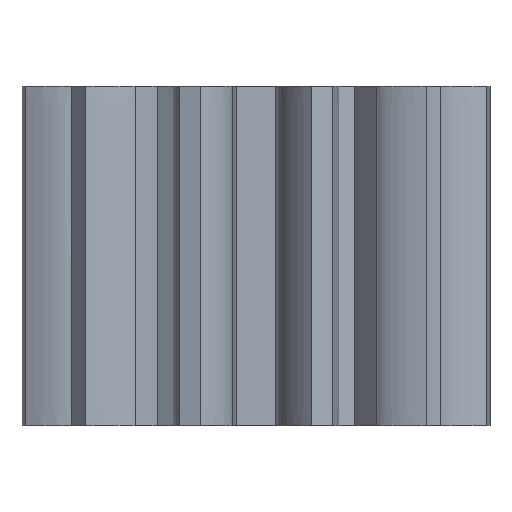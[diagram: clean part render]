
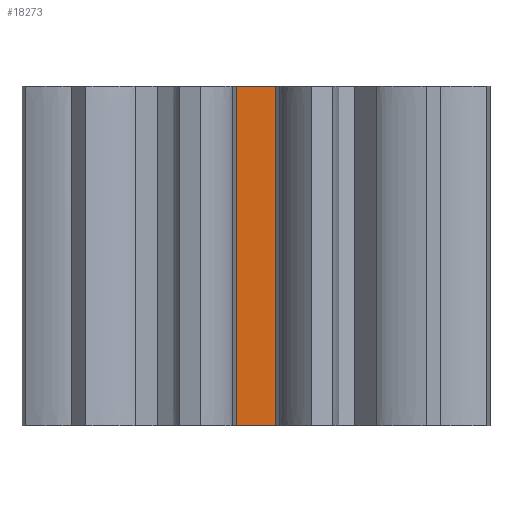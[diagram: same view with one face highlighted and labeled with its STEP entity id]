
A CAD part, left-side view. The second image highlights one B-rep face of the part: STEP entity #18273.
In plain terms, the highlighted face is a extrusion surface.
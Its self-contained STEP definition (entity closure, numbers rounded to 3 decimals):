
#93 = PLANE('',#94);
#94 = AXIS2_PLACEMENT_3D('',#95,#96,#97);
#95 = CARTESIAN_POINT('',(0.,0.,9.375)
  );
#96 = DIRECTION('',(0.,0.,1.));
#97 = DIRECTION('',(1.,0.,0.));
#168 = PLANE('',#169);
#169 = AXIS2_PLACEMENT_3D('',#170,#171,#172);
#170 = CARTESIAN_POINT('',(0.,0.,0.));
#171 = DIRECTION('',(0.,0.,1.));
#172 = DIRECTION('',(1.,0.,0.));
#1899 = VERTEX_POINT('',#1900);
#1900 = CARTESIAN_POINT('',(-4.215,0.542,0.));
#1912 = SURFACE_OF_LINEAR_EXTRUSION('',#1913,#1916);
#1913 = B_SPLINE_CURVE_WITH_KNOTS('',1,(#1914,#1915),.UNSPECIFIED.,.F.,
  .F.,(2,2),(0.,0.918),.PIECEWISE_BEZIER_KNOTS.);
#1914 = CARTESIAN_POINT('',(-5.126,0.659,0.));
#1915 = CARTESIAN_POINT('',(-4.215,0.542,0.));
#1916 = VECTOR('',#1917,1.);
#1917 = DIRECTION('',(-0.,-0.,-1.));
#1925 = EDGE_CURVE('',#1899,#1926,#1928,.T.);
#1926 = VERTEX_POINT('',#1927);
#1927 = CARTESIAN_POINT('',(-4.215,-0.542,0.));
#1928 = SURFACE_CURVE('',#1929,(#1932,#1938),.PCURVE_S1.);
#1929 = B_SPLINE_CURVE_WITH_KNOTS('',1,(#1930,#1931),.UNSPECIFIED.,.F.,
  .F.,(2,2),(0.,1.084),.PIECEWISE_BEZIER_KNOTS.);
#1930 = CARTESIAN_POINT('',(-4.215,0.542,0.));
#1931 = CARTESIAN_POINT('',(-4.215,-0.542,0.));
#1932 = PCURVE('',#168,#1933);
#1933 = DEFINITIONAL_REPRESENTATION('',(#1934),#1937);
#1934 = B_SPLINE_CURVE_WITH_KNOTS('',1,(#1935,#1936),.UNSPECIFIED.,.F.,
  .F.,(2,2),(0.,1.084),.PIECEWISE_BEZIER_KNOTS.);
#1935 = CARTESIAN_POINT('',(-4.215,0.542));
#1936 = CARTESIAN_POINT('',(-4.215,-0.542));
#1937 = ( GEOMETRIC_REPRESENTATION_CONTEXT(2) 
PARAMETRIC_REPRESENTATION_CONTEXT() REPRESENTATION_CONTEXT('2D SPACE',''
  ) );
#1938 = PCURVE('',#1939,#1945);
#1939 = SURFACE_OF_LINEAR_EXTRUSION('',#1940,#1943);
#1940 = B_SPLINE_CURVE_WITH_KNOTS('',1,(#1941,#1942),.UNSPECIFIED.,.F.,
  .F.,(2,2),(0.,1.084),.PIECEWISE_BEZIER_KNOTS.);
#1941 = CARTESIAN_POINT('',(-4.215,0.542,0.));
#1942 = CARTESIAN_POINT('',(-4.215,-0.542,0.));
#1943 = VECTOR('',#1944,1.);
#1944 = DIRECTION('',(-0.,-0.,-1.));
#1945 = DEFINITIONAL_REPRESENTATION('',(#1946),#1950);
#1946 = LINE('',#1947,#1948);
#1947 = CARTESIAN_POINT('',(0.,0.));
#1948 = VECTOR('',#1949,1.);
#1949 = DIRECTION('',(1.,0.));
#1950 = ( GEOMETRIC_REPRESENTATION_CONTEXT(2) 
PARAMETRIC_REPRESENTATION_CONTEXT() REPRESENTATION_CONTEXT('2D SPACE',''
  ) );
#1966 = SURFACE_OF_LINEAR_EXTRUSION('',#1967,#1970);
#1967 = B_SPLINE_CURVE_WITH_KNOTS('',1,(#1968,#1969),.UNSPECIFIED.,.F.,
  .F.,(2,2),(0.,0.918),.PIECEWISE_BEZIER_KNOTS.);
#1968 = CARTESIAN_POINT('',(-4.215,-0.542,0.));
#1969 = CARTESIAN_POINT('',(-5.126,-0.659,0.));
#1970 = VECTOR('',#1971,1.);
#1971 = DIRECTION('',(-0.,-0.,-1.));
#4455 = VERTEX_POINT('',#4456);
#4456 = CARTESIAN_POINT('',(-4.215,0.542,9.375));
#4475 = EDGE_CURVE('',#4455,#4476,#4478,.T.);
#4476 = VERTEX_POINT('',#4477);
#4477 = CARTESIAN_POINT('',(-4.215,-0.542,9.375));
#4478 = SURFACE_CURVE('',#4479,(#4482,#4488),.PCURVE_S1.);
#4479 = B_SPLINE_CURVE_WITH_KNOTS('',1,(#4480,#4481),.UNSPECIFIED.,.F.,
  .F.,(2,2),(0.,1.084),.PIECEWISE_BEZIER_KNOTS.);
#4480 = CARTESIAN_POINT('',(-4.215,0.542,9.375));
#4481 = CARTESIAN_POINT('',(-4.215,-0.542,9.375));
#4482 = PCURVE('',#93,#4483);
#4483 = DEFINITIONAL_REPRESENTATION('',(#4484),#4487);
#4484 = B_SPLINE_CURVE_WITH_KNOTS('',1,(#4485,#4486),.UNSPECIFIED.,.F.,
  .F.,(2,2),(0.,1.084),.PIECEWISE_BEZIER_KNOTS.);
#4485 = CARTESIAN_POINT('',(-4.215,0.542));
#4486 = CARTESIAN_POINT('',(-4.215,-0.542));
#4487 = ( GEOMETRIC_REPRESENTATION_CONTEXT(2) 
PARAMETRIC_REPRESENTATION_CONTEXT() REPRESENTATION_CONTEXT('2D SPACE',''
  ) );
#4488 = PCURVE('',#1939,#4489);
#4489 = DEFINITIONAL_REPRESENTATION('',(#4490),#4494);
#4490 = LINE('',#4491,#4492);
#4491 = CARTESIAN_POINT('',(0.,-9.375));
#4492 = VECTOR('',#4493,1.);
#4493 = DIRECTION('',(1.,0.));
#4494 = ( GEOMETRIC_REPRESENTATION_CONTEXT(2) 
PARAMETRIC_REPRESENTATION_CONTEXT() REPRESENTATION_CONTEXT('2D SPACE',''
  ) );
#18223 = EDGE_CURVE('',#1926,#4476,#18224,.T.);
#18224 = SURFACE_CURVE('',#18225,(#18229,#18236),.PCURVE_S1.);
#18225 = LINE('',#18226,#18227);
#18226 = CARTESIAN_POINT('',(-4.215,-0.542,0.));
#18227 = VECTOR('',#18228,1.);
#18228 = DIRECTION('',(0.,0.,1.));
#18229 = PCURVE('',#1966,#18230);
#18230 = DEFINITIONAL_REPRESENTATION('',(#18231),#18235);
#18231 = LINE('',#18232,#18233);
#18232 = CARTESIAN_POINT('',(0.,0.));
#18233 = VECTOR('',#18234,1.);
#18234 = DIRECTION('',(0.,-1.));
#18235 = ( GEOMETRIC_REPRESENTATION_CONTEXT(2) 
PARAMETRIC_REPRESENTATION_CONTEXT() REPRESENTATION_CONTEXT('2D SPACE',''
  ) );
#18236 = PCURVE('',#1939,#18237);
#18237 = DEFINITIONAL_REPRESENTATION('',(#18238),#18242);
#18238 = LINE('',#18239,#18240);
#18239 = CARTESIAN_POINT('',(1.084,0.));
#18240 = VECTOR('',#18241,1.);
#18241 = DIRECTION('',(0.,-1.));
#18242 = ( GEOMETRIC_REPRESENTATION_CONTEXT(2) 
PARAMETRIC_REPRESENTATION_CONTEXT() REPRESENTATION_CONTEXT('2D SPACE',''
  ) );
#18252 = EDGE_CURVE('',#1899,#4455,#18253,.T.);
#18253 = SURFACE_CURVE('',#18254,(#18258,#18265),.PCURVE_S1.);
#18254 = LINE('',#18255,#18256);
#18255 = CARTESIAN_POINT('',(-4.215,0.542,0.));
#18256 = VECTOR('',#18257,1.);
#18257 = DIRECTION('',(0.,0.,1.));
#18258 = PCURVE('',#1912,#18259);
#18259 = DEFINITIONAL_REPRESENTATION('',(#18260),#18264);
#18260 = LINE('',#18261,#18262);
#18261 = CARTESIAN_POINT('',(0.918,0.));
#18262 = VECTOR('',#18263,1.);
#18263 = DIRECTION('',(0.,-1.));
#18264 = ( GEOMETRIC_REPRESENTATION_CONTEXT(2) 
PARAMETRIC_REPRESENTATION_CONTEXT() REPRESENTATION_CONTEXT('2D SPACE',''
  ) );
#18265 = PCURVE('',#1939,#18266);
#18266 = DEFINITIONAL_REPRESENTATION('',(#18267),#18271);
#18267 = LINE('',#18268,#18269);
#18268 = CARTESIAN_POINT('',(0.,0.));
#18269 = VECTOR('',#18270,1.);
#18270 = DIRECTION('',(0.,-1.));
#18271 = ( GEOMETRIC_REPRESENTATION_CONTEXT(2) 
PARAMETRIC_REPRESENTATION_CONTEXT() REPRESENTATION_CONTEXT('2D SPACE',''
  ) );
#18273 = ADVANCED_FACE('',(#18274),#1939,.F.);
#18274 = FACE_BOUND('',#18275,.F.);
#18275 = EDGE_LOOP('',(#18276,#18277,#18278,#18279));
#18276 = ORIENTED_EDGE('',*,*,#18252,.T.);
#18277 = ORIENTED_EDGE('',*,*,#4475,.T.);
#18278 = ORIENTED_EDGE('',*,*,#18223,.F.);
#18279 = ORIENTED_EDGE('',*,*,#1925,.F.);
